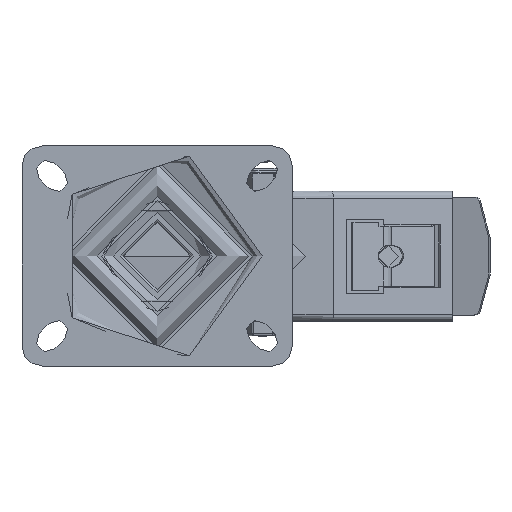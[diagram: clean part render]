
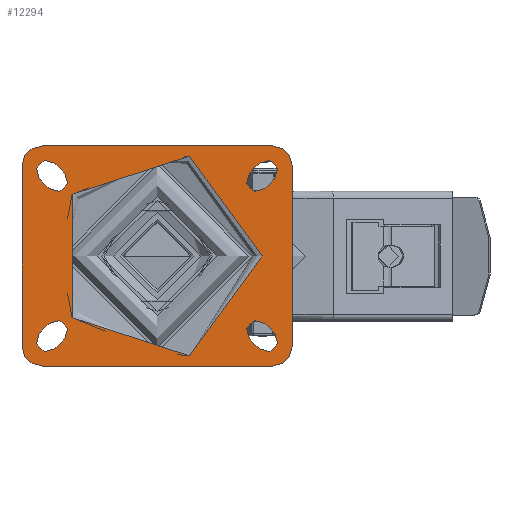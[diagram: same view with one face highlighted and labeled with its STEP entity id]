
A CAD part, top view. The second image highlights one B-rep face of the part: STEP entity #12294.
In plain terms, the highlighted planar face has unit normal (0, 0, 1).
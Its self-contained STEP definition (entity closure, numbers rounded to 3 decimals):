
#544=FACE_BOUND('',#2156,.T.);
#545=FACE_BOUND('',#2157,.T.);
#546=FACE_BOUND('',#2158,.T.);
#547=FACE_BOUND('',#2159,.T.);
#548=FACE_BOUND('',#2160,.T.);
#659=PLANE('',#13352);
#1401=FACE_OUTER_BOUND('',#2155,.T.);
#2155=EDGE_LOOP('',(#8721,#8722,#8723,#8724,#8725,#8726,#8727,#8728));
#2156=EDGE_LOOP('',(#8729));
#2157=EDGE_LOOP('',(#8730,#8731,#8732,#8733));
#2158=EDGE_LOOP('',(#8734,#8735,#8736,#8737));
#2159=EDGE_LOOP('',(#8738,#8739,#8740,#8741));
#2160=EDGE_LOOP('',(#8742,#8743,#8744,#8745));
#2973=LINE('',#21122,#3946);
#2974=LINE('',#21123,#3947);
#2975=LINE('',#21124,#3948);
#2976=LINE('',#21125,#3949);
#2977=LINE('',#21126,#3950);
#2978=LINE('',#21127,#3951);
#2979=LINE('',#21128,#3952);
#2980=LINE('',#21129,#3953);
#2981=LINE('',#21130,#3954);
#2982=LINE('',#21131,#3955);
#2983=LINE('',#21132,#3956);
#2984=LINE('',#21133,#3957);
#3946=VECTOR('',#14934,1000.);
#3947=VECTOR('',#14935,1000.);
#3948=VECTOR('',#14936,1000.);
#3949=VECTOR('',#14937,1000.);
#3950=VECTOR('',#14938,1000.);
#3951=VECTOR('',#14939,1000.);
#3952=VECTOR('',#14940,1000.);
#3953=VECTOR('',#14941,1000.);
#3954=VECTOR('',#14942,1000.);
#3955=VECTOR('',#14943,1000.);
#3956=VECTOR('',#14944,1000.);
#3957=VECTOR('',#14945,1000.);
#4845=CIRCLE('',#13196,5.5);
#4848=CIRCLE('',#13200,5.5);
#4849=CIRCLE('',#13202,5.5);
#4852=CIRCLE('',#13206,5.5);
#4853=CIRCLE('',#13208,5.5);
#4856=CIRCLE('',#13212,5.5);
#4857=CIRCLE('',#13214,5.5);
#4860=CIRCLE('',#13218,5.5);
#4861=CIRCLE('',#13220,10.);
#4863=CIRCLE('',#13223,10.);
#4865=CIRCLE('',#13226,10.);
#4867=CIRCLE('',#13229,10.);
#4874=CIRCLE('',#13238,52.494);
#5397=VERTEX_POINT('',#18204);
#5398=VERTEX_POINT('',#18205);
#5403=VERTEX_POINT('',#18216);
#5404=VERTEX_POINT('',#18218);
#5405=VERTEX_POINT('',#18222);
#5406=VERTEX_POINT('',#18223);
#5411=VERTEX_POINT('',#18234);
#5412=VERTEX_POINT('',#18236);
#5413=VERTEX_POINT('',#18240);
#5414=VERTEX_POINT('',#18241);
#5419=VERTEX_POINT('',#18252);
#5420=VERTEX_POINT('',#18254);
#5421=VERTEX_POINT('',#18258);
#5422=VERTEX_POINT('',#18259);
#5427=VERTEX_POINT('',#18270);
#5428=VERTEX_POINT('',#18272);
#5429=VERTEX_POINT('',#18276);
#5430=VERTEX_POINT('',#18277);
#5433=VERTEX_POINT('',#18285);
#5434=VERTEX_POINT('',#18286);
#5437=VERTEX_POINT('',#18294);
#5438=VERTEX_POINT('',#18295);
#5441=VERTEX_POINT('',#18303);
#5442=VERTEX_POINT('',#18304);
#5448=VERTEX_POINT('',#18320);
#6548=EDGE_CURVE('',#5397,#5398,#4845,.T.);
#6554=EDGE_CURVE('',#5404,#5403,#4848,.T.);
#6556=EDGE_CURVE('',#5405,#5406,#4849,.T.);
#6562=EDGE_CURVE('',#5412,#5411,#4852,.T.);
#6564=EDGE_CURVE('',#5413,#5414,#4853,.T.);
#6570=EDGE_CURVE('',#5420,#5419,#4856,.T.);
#6572=EDGE_CURVE('',#5421,#5422,#4857,.T.);
#6578=EDGE_CURVE('',#5428,#5427,#4860,.T.);
#6580=EDGE_CURVE('',#5429,#5430,#4861,.F.);
#6584=EDGE_CURVE('',#5433,#5434,#4863,.F.);
#6588=EDGE_CURVE('',#5437,#5438,#4865,.F.);
#6592=EDGE_CURVE('',#5441,#5442,#4867,.F.);
#6601=EDGE_CURVE('',#5448,#5448,#4874,.T.);
#6747=EDGE_CURVE('',#5434,#5437,#2973,.F.);
#6748=EDGE_CURVE('',#5430,#5433,#2974,.F.);
#6749=EDGE_CURVE('',#5442,#5429,#2975,.F.);
#6750=EDGE_CURVE('',#5438,#5441,#2976,.F.);
#6751=EDGE_CURVE('',#5406,#5412,#2977,.T.);
#6752=EDGE_CURVE('',#5411,#5405,#2978,.T.);
#6753=EDGE_CURVE('',#5398,#5404,#2979,.T.);
#6754=EDGE_CURVE('',#5403,#5397,#2980,.T.);
#6755=EDGE_CURVE('',#5414,#5420,#2981,.T.);
#6756=EDGE_CURVE('',#5419,#5413,#2982,.T.);
#6757=EDGE_CURVE('',#5422,#5428,#2983,.T.);
#6758=EDGE_CURVE('',#5427,#5421,#2984,.T.);
#8721=ORIENTED_EDGE('',*,*,#6588,.F.);
#8722=ORIENTED_EDGE('',*,*,#6747,.F.);
#8723=ORIENTED_EDGE('',*,*,#6584,.F.);
#8724=ORIENTED_EDGE('',*,*,#6748,.F.);
#8725=ORIENTED_EDGE('',*,*,#6580,.F.);
#8726=ORIENTED_EDGE('',*,*,#6749,.F.);
#8727=ORIENTED_EDGE('',*,*,#6592,.F.);
#8728=ORIENTED_EDGE('',*,*,#6750,.F.);
#8729=ORIENTED_EDGE('',*,*,#6601,.F.);
#8730=ORIENTED_EDGE('',*,*,#6556,.T.);
#8731=ORIENTED_EDGE('',*,*,#6751,.T.);
#8732=ORIENTED_EDGE('',*,*,#6562,.T.);
#8733=ORIENTED_EDGE('',*,*,#6752,.T.);
#8734=ORIENTED_EDGE('',*,*,#6548,.T.);
#8735=ORIENTED_EDGE('',*,*,#6753,.T.);
#8736=ORIENTED_EDGE('',*,*,#6554,.T.);
#8737=ORIENTED_EDGE('',*,*,#6754,.T.);
#8738=ORIENTED_EDGE('',*,*,#6564,.T.);
#8739=ORIENTED_EDGE('',*,*,#6755,.T.);
#8740=ORIENTED_EDGE('',*,*,#6570,.T.);
#8741=ORIENTED_EDGE('',*,*,#6756,.T.);
#8742=ORIENTED_EDGE('',*,*,#6572,.T.);
#8743=ORIENTED_EDGE('',*,*,#6757,.T.);
#8744=ORIENTED_EDGE('',*,*,#6578,.T.);
#8745=ORIENTED_EDGE('',*,*,#6758,.T.);
#12294=ADVANCED_FACE('',(#1401,#544,#545,#546,#547,#548),#659,.T.);
#13196=AXIS2_PLACEMENT_3D('',#18206,#14546,#14547);
#13200=AXIS2_PLACEMENT_3D('',#18219,#14557,#14558);
#13202=AXIS2_PLACEMENT_3D('',#18224,#14562,#14563);
#13206=AXIS2_PLACEMENT_3D('',#18237,#14573,#14574);
#13208=AXIS2_PLACEMENT_3D('',#18242,#14578,#14579);
#13212=AXIS2_PLACEMENT_3D('',#18255,#14589,#14590);
#13214=AXIS2_PLACEMENT_3D('',#18260,#14594,#14595);
#13218=AXIS2_PLACEMENT_3D('',#18273,#14605,#14606);
#13220=AXIS2_PLACEMENT_3D('',#18278,#14610,#14611);
#13223=AXIS2_PLACEMENT_3D('',#18287,#14618,#14619);
#13226=AXIS2_PLACEMENT_3D('',#18296,#14626,#14627);
#13229=AXIS2_PLACEMENT_3D('',#18305,#14634,#14635);
#13238=AXIS2_PLACEMENT_3D('',#18322,#14654,#14655);
#13352=AXIS2_PLACEMENT_3D('',#21121,#14932,#14933);
#14546=DIRECTION('center_axis',(0.,0.,-1.));
#14547=DIRECTION('ref_axis',(1.,0.,0.));
#14557=DIRECTION('center_axis',(0.,0.,-1.));
#14558=DIRECTION('ref_axis',(1.,0.,0.));
#14562=DIRECTION('center_axis',(0.,0.,-1.));
#14563=DIRECTION('ref_axis',(1.,0.,0.));
#14573=DIRECTION('center_axis',(0.,0.,-1.));
#14574=DIRECTION('ref_axis',(1.,0.,0.));
#14578=DIRECTION('center_axis',(0.,0.,-1.));
#14579=DIRECTION('ref_axis',(-1.,0.,0.));
#14589=DIRECTION('center_axis',(0.,0.,-1.));
#14590=DIRECTION('ref_axis',(-1.,0.,0.));
#14594=DIRECTION('center_axis',(0.,0.,-1.));
#14595=DIRECTION('ref_axis',(-1.,0.,0.));
#14605=DIRECTION('center_axis',(0.,0.,-1.));
#14606=DIRECTION('ref_axis',(-1.,0.,0.));
#14610=DIRECTION('center_axis',(0.,0.,1.));
#14611=DIRECTION('ref_axis',(0.707,0.707,0.));
#14618=DIRECTION('center_axis',(0.,0.,1.));
#14619=DIRECTION('ref_axis',(0.707,-0.707,0.));
#14626=DIRECTION('center_axis',(0.,0.,1.));
#14627=DIRECTION('ref_axis',(-0.707,-0.707,0.));
#14634=DIRECTION('center_axis',(0.,0.,1.));
#14635=DIRECTION('ref_axis',(-0.707,0.707,0.));
#14654=DIRECTION('center_axis',(0.,0.,1.));
#14655=DIRECTION('ref_axis',(-1.,0.,0.));
#14932=DIRECTION('center_axis',(0.,0.,1.));
#14933=DIRECTION('ref_axis',(1.,0.,0.));
#14934=DIRECTION('',(1.,0.,0.));
#14935=DIRECTION('',(0.,1.,0.));
#14936=DIRECTION('',(-1.,0.,0.));
#14937=DIRECTION('',(0.,-1.,0.));
#14938=DIRECTION('',(-0.707,-0.707,0.));
#14939=DIRECTION('',(0.707,0.707,0.));
#14940=DIRECTION('',(-0.707,0.707,0.));
#14941=DIRECTION('',(0.707,-0.707,0.));
#14942=DIRECTION('',(0.707,0.707,0.));
#14943=DIRECTION('',(-0.707,-0.707,0.));
#14944=DIRECTION('',(0.707,-0.707,0.));
#14945=DIRECTION('',(-0.707,0.707,0.));
#18204=CARTESIAN_POINT('',(-46.136,41.414,0.));
#18205=CARTESIAN_POINT('',(-53.914,33.636,0.));
#18206=CARTESIAN_POINT('Origin',(-50.025,37.525,0.));
#18216=CARTESIAN_POINT('',(-51.086,46.364,0.));
#18218=CARTESIAN_POINT('',(-58.864,38.586,0.));
#18219=CARTESIAN_POINT('Origin',(-54.975,42.475,0.));
#18222=CARTESIAN_POINT('',(-53.914,-33.636,0.));
#18223=CARTESIAN_POINT('',(-46.136,-41.414,0.));
#18224=CARTESIAN_POINT('Origin',(-50.025,-37.525,0.));
#18234=CARTESIAN_POINT('',(-58.864,-38.586,0.));
#18236=CARTESIAN_POINT('',(-51.086,-46.364,0.));
#18237=CARTESIAN_POINT('Origin',(-54.975,-42.475,0.));
#18240=CARTESIAN_POINT('',(53.914,33.636,0.));
#18241=CARTESIAN_POINT('',(46.136,41.414,0.));
#18242=CARTESIAN_POINT('Origin',(50.025,37.525,0.));
#18252=CARTESIAN_POINT('',(58.864,38.586,0.));
#18254=CARTESIAN_POINT('',(51.086,46.364,0.));
#18255=CARTESIAN_POINT('Origin',(54.975,42.475,0.));
#18258=CARTESIAN_POINT('',(46.136,-41.414,0.));
#18259=CARTESIAN_POINT('',(53.914,-33.636,0.));
#18260=CARTESIAN_POINT('Origin',(50.025,-37.525,0.));
#18270=CARTESIAN_POINT('',(51.086,-46.364,0.));
#18272=CARTESIAN_POINT('',(58.864,-38.586,0.));
#18273=CARTESIAN_POINT('Origin',(54.975,-42.475,0.));
#18276=CARTESIAN_POINT('',(57.5,55.,0.));
#18277=CARTESIAN_POINT('',(67.5,45.,0.));
#18278=CARTESIAN_POINT('Origin',(57.5,45.,0.));
#18285=CARTESIAN_POINT('',(67.5,-45.,0.));
#18286=CARTESIAN_POINT('',(57.5,-55.,0.));
#18287=CARTESIAN_POINT('Origin',(57.5,-45.,0.));
#18294=CARTESIAN_POINT('',(-57.5,-55.,0.));
#18295=CARTESIAN_POINT('',(-67.5,-45.,0.));
#18296=CARTESIAN_POINT('Origin',(-57.5,-45.,0.));
#18303=CARTESIAN_POINT('',(-67.5,45.,0.));
#18304=CARTESIAN_POINT('',(-57.5,55.,0.));
#18305=CARTESIAN_POINT('Origin',(-57.5,45.,0.));
#18320=CARTESIAN_POINT('',(52.494,0.,0.));
#18322=CARTESIAN_POINT('Origin',(0.,0.,0.));
#21121=CARTESIAN_POINT('Origin',(0.,0.,0.));
#21122=CARTESIAN_POINT('',(0.,-55.,0.));
#21123=CARTESIAN_POINT('',(67.5,0.,0.));
#21124=CARTESIAN_POINT('',(0.,55.,0.));
#21125=CARTESIAN_POINT('',(-67.5,0.,0.));
#21126=CARTESIAN_POINT('',(-25.486,-20.764,0.));
#21127=CARTESIAN_POINT('',(-33.264,-12.986,0.));
#21128=CARTESIAN_POINT('',(-33.264,12.986,0.));
#21129=CARTESIAN_POINT('',(-25.486,20.764,0.));
#21130=CARTESIAN_POINT('',(25.486,20.764,0.));
#21131=CARTESIAN_POINT('',(33.264,12.986,0.));
#21132=CARTESIAN_POINT('',(33.264,-12.986,0.));
#21133=CARTESIAN_POINT('',(25.486,-20.764,0.));
